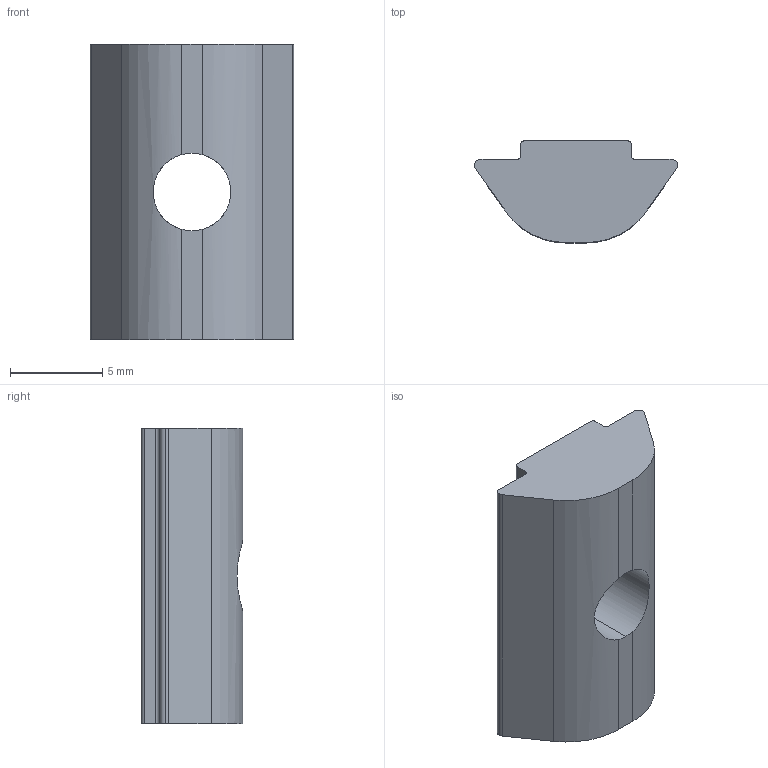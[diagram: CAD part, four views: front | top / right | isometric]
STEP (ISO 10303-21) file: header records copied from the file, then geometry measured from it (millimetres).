
FILE_DESCRIPTION (( 'STEP AP214' ), '1' );
FILE_NAME ('096285.STEP', '2014-08-18T07:58:47', ( '' ), ( '' ), 'SwSTEP 2.0', 'SolidWorks 2014', '' );
FILE_SCHEMA (( 'AUTOMOTIVE_DESIGN' ));
Length unit declared in the file: millimetre
Products named in the file (1): 096285
Bounding box: 11 x 5.5 x 16 mm (x, y, z)
Volume: 602.2 mm3; surface area: 572.5 mm2
Topology: 1 solids, 1 shells, 22 faces, 63 edges, 42 vertices
Faces by surface type: cylinder 11, plane 11
Entity records: 821 total; most frequent: CARTESIAN_POINT 162, DIRECTION 131, ORIENTED_EDGE 126, EDGE_CURVE 63, AXIS2_PLACEMENT_3D 47, VERTEX_POINT 42, LINE 37, VECTOR 37
